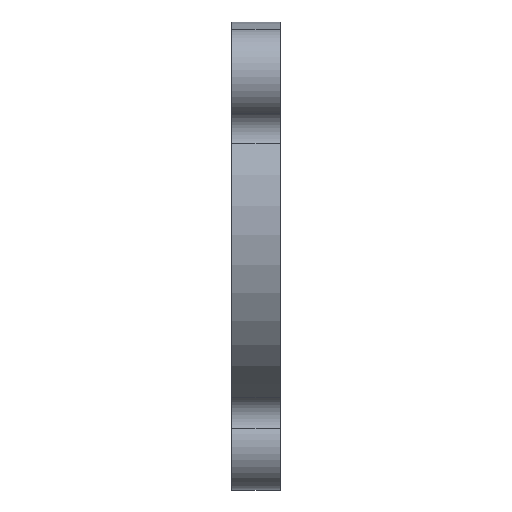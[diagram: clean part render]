
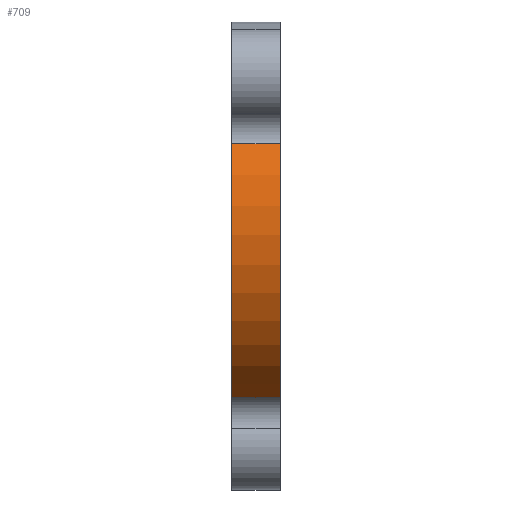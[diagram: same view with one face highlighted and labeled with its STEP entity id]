
A CAD part, top view. The second image highlights one B-rep face of the part: STEP entity #709.
In plain terms, the highlighted free-form (B-spline) face has degree [2, 1] with [3, 2] control points.
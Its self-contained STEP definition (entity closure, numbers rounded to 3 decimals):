
#68 = VERTEX_POINT('',#69);
#69 = CARTESIAN_POINT('',(0.,16.648,39.459));
#75 = EDGE_CURVE('',#68,#76,#78,.T.);
#76 = VERTEX_POINT('',#77);
#77 = CARTESIAN_POINT('',(0.,-37.844,20.05));
#78 = ( BOUNDED_CURVE() B_SPLINE_CURVE(2,(#79,#80,#81),.UNSPECIFIED.,.F.
,.F.) B_SPLINE_CURVE_WITH_KNOTS((3,3),(0.,1.483),
.PIECEWISE_BEZIER_KNOTS.) CURVE() GEOMETRIC_REPRESENTATION_ITEM() 
RATIONAL_B_SPLINE_CURVE((1.,0.738,1.)) REPRESENTATION_ITEM('') 
  );
#79 = CARTESIAN_POINT('',(0.,16.648,39.459));
#80 = CARTESIAN_POINT('',(0.,-19.484,54.703));
#81 = CARTESIAN_POINT('',(0.,-37.844,20.05));
#328 = VERTEX_POINT('',#329);
#329 = CARTESIAN_POINT('',(10.488,-37.844,
    20.05));
#335 = EDGE_CURVE('',#336,#328,#338,.T.);
#336 = VERTEX_POINT('',#337);
#337 = CARTESIAN_POINT('',(10.488,16.648,
    39.459));
#338 = ( BOUNDED_CURVE() B_SPLINE_CURVE(2,(#339,#340,#341),
.UNSPECIFIED.,.F.,.F.) B_SPLINE_CURVE_WITH_KNOTS((3,3),(0.,
1.483),.PIECEWISE_BEZIER_KNOTS.) CURVE() 
GEOMETRIC_REPRESENTATION_ITEM() RATIONAL_B_SPLINE_CURVE((1.,
0.738,1.)) REPRESENTATION_ITEM('') );
#339 = CARTESIAN_POINT('',(10.488,16.648,
    39.459));
#340 = CARTESIAN_POINT('',(10.488,-19.484,
    54.703));
#341 = CARTESIAN_POINT('',(10.488,-37.844,
    20.05));
#696 = EDGE_CURVE('',#76,#328,#697,.T.);
#697 = B_SPLINE_CURVE_WITH_KNOTS('',1,(#698,#699),.UNSPECIFIED.,.F.,.F.,
  (2,2),(0.,12.),.PIECEWISE_BEZIER_KNOTS.);
#698 = CARTESIAN_POINT('',(0.,-37.844,20.05));
#699 = CARTESIAN_POINT('',(10.488,-37.844,
    20.05));
#709 = ADVANCED_FACE('',(#710),#720,.T.);
#710 = FACE_BOUND('',#711,.T.);
#711 = EDGE_LOOP('',(#712,#713,#714,#719));
#712 = ORIENTED_EDGE('',*,*,#696,.T.);
#713 = ORIENTED_EDGE('',*,*,#335,.F.);
#714 = ORIENTED_EDGE('',*,*,#715,.F.);
#715 = EDGE_CURVE('',#68,#336,#716,.T.);
#716 = B_SPLINE_CURVE_WITH_KNOTS('',1,(#717,#718),.UNSPECIFIED.,.F.,.F.,
  (2,2),(0.,12.),.PIECEWISE_BEZIER_KNOTS.);
#717 = CARTESIAN_POINT('',(0.,16.648,39.459));
#718 = CARTESIAN_POINT('',(10.488,16.648,
    39.459));
#719 = ORIENTED_EDGE('',*,*,#75,.T.);
#720 = ( BOUNDED_SURFACE() B_SPLINE_SURFACE(2,1,(
    (#721,#722)
    ,(#723,#724)
,(#725,#726
    )),.UNSPECIFIED.,.F.,.F.,.F.) B_SPLINE_SURFACE_WITH_KNOTS((3,3),(2,2
    ),(2.742,4.225),(0.,12.),
.PIECEWISE_BEZIER_KNOTS.) GEOMETRIC_REPRESENTATION_ITEM() 
RATIONAL_B_SPLINE_SURFACE((
    (1.,1.)
    ,(0.738,0.738)
,(1.,1.))) REPRESENTATION_ITEM('') SURFACE() );
#721 = CARTESIAN_POINT('',(0.,16.648,39.459));
#722 = CARTESIAN_POINT('',(10.488,16.648,
    39.459));
#723 = CARTESIAN_POINT('',(0.,-19.484,54.703));
#724 = CARTESIAN_POINT('',(10.488,-19.484,
    54.703));
#725 = CARTESIAN_POINT('',(0.,-37.844,20.05));
#726 = CARTESIAN_POINT('',(10.488,-37.844,
    20.05));
